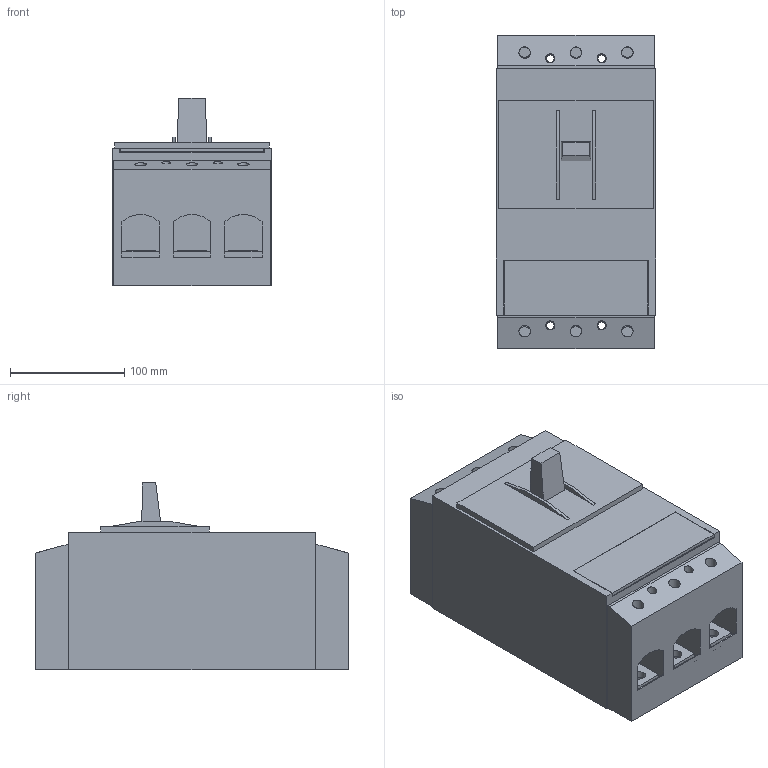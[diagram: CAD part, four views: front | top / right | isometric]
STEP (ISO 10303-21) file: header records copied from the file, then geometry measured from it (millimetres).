
FILE_DESCRIPTION(/* description */ ('STEP AP242','CAx-IF Rec.Pracs.---Representation and Presentation of Product Manufacturing Information (PMI)---4.0---2014-10-13','CAx-IF Rec.Pracs.---3D Tessellated Geometry---0.4---2014-09-14','2;1'),/* implementation_level */ '2;1');
FILE_NAME(/* name */ 'eaton-molded-case-switches-mcad-3d-models-nzm3-3p',/* time_stamp */ '2025-06-16T07:23:57+02:00',/* author */ ('License CC BY-ND 4.0'),/* organization */ ('CADENAS'),/* preprocessor_version */ 'ST-DEVELOPER v19.3',/* originating_system */ 'PARTsolutions',/* authorisation */ ' ');
FILE_SCHEMA (('AP242_MANAGED_MODEL_BASED_3D_ENGINEERING_MIM_LF { 1 0 10303 442 1 1 4 }'));
Length unit declared in the file: millimetre
Products named in the file (4): 130969_(index); nzm3_3p_p1; nzm3_3p_p2; nzm3_3p_p3
Assembly tree (4 placements, depth 2):
  130969_(index)
    nzm3_3p_p1
    nzm3_3p_p2  x2
    nzm3_3p_p3
Bounding box: 140 x 274.4 x 164.24 mm (x, y, z)
Volume: 4336598.6 mm3; surface area: 284504.1 mm2
Topology: 4 solids, 4 shells, 162 faces, 413 edges, 278 vertices
Faces by surface type: plane 128, cylinder 34
Full cylindrical faces by diameter (mm): 6.5 x4, 8 x4, 10 x12, 11 x6
Entity records: 3497 total; most frequent: CARTESIAN_POINT 614, DIRECTION 548, ORIENTED_EDGE 540, EDGE_CURVE 270, LINE 228, VECTOR 228, VERTEX_POINT 190, EDGE_LOOP 174
